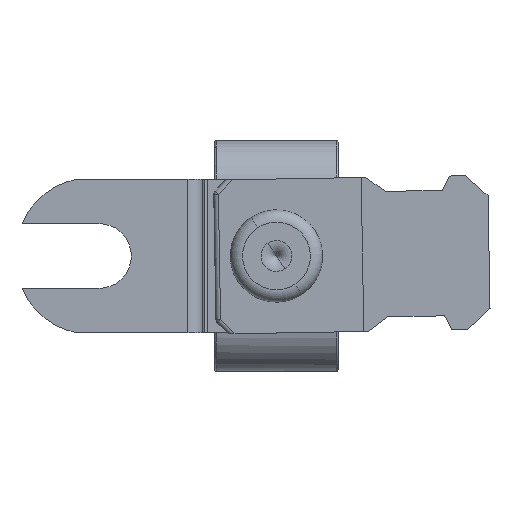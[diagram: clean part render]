
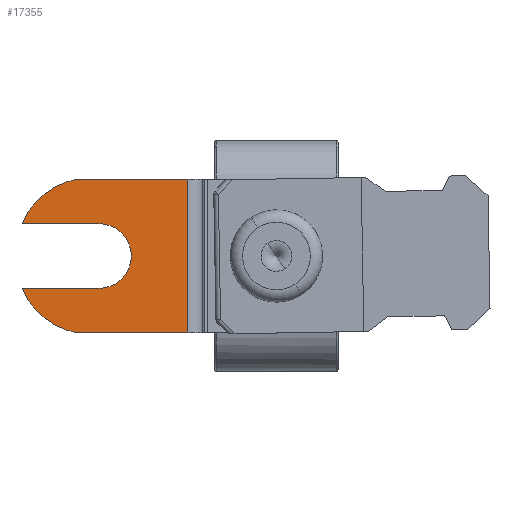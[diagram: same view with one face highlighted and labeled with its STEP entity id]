
A CAD part, front view. The second image highlights one B-rep face of the part: STEP entity #17355.
In plain terms, the highlighted planar face has unit normal (0, -1, 0).
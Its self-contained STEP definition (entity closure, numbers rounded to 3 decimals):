
#38 = CARTESIAN_POINT ( 'NONE',  ( 9.627, 0., -10. ) ) ;
#56 = CARTESIAN_POINT ( 'NONE',  ( 9.627, 0., -2.9 ) ) ;
#365 = VERTEX_POINT ( 'NONE', #6978 ) ;
#624 = CIRCLE ( 'NONE', #7131, 4.8 ) ;
#925 = LINE ( 'NONE', #11823, #15255 ) ;
#1310 = CIRCLE ( 'NONE', #16649, 2.1 ) ;
#1432 = DIRECTION ( 'NONE',  ( 0., -1., 0. ) ) ;
#1552 = CARTESIAN_POINT ( 'NONE',  ( 4.438, 0., -4.728 ) ) ;
#1618 = CARTESIAN_POINT ( 'NONE',  ( 0., 0., -2.9 ) ) ;
#2150 = DIRECTION ( 'NONE',  ( 0., 0., 1. ) ) ;
#2283 = EDGE_CURVE ( 'NONE', #6316, #5459, #10744, .T. ) ;
#2507 = EDGE_CURVE ( 'NONE', #16607, #6316, #10518, .T. ) ;
#2570 = ORIENTED_EDGE ( 'NONE', *, *, #2283, .F. ) ;
#2584 = ORIENTED_EDGE ( 'NONE', *, *, #10835, .T. ) ;
#3091 = DIRECTION ( 'NONE',  ( 0., 1., 0. ) ) ;
#3181 = CARTESIAN_POINT ( 'NONE',  ( 4.438, 0., -5.272 ) ) ;
#3282 = ORIENTED_EDGE ( 'NONE', *, *, #16705, .F. ) ;
#3306 = LINE ( 'NONE', #4640, #9313 ) ;
#3369 = AXIS2_PLACEMENT_3D ( 'NONE', #1552, #8650, #15260 ) ;
#3622 = CARTESIAN_POINT ( 'NONE',  ( 9.627, 0., 0. ) ) ;
#3910 = CARTESIAN_POINT ( 'NONE',  ( 3.61, 0., 0. ) ) ;
#4522 = VERTEX_POINT ( 'NONE', #13593 ) ;
#4640 = CARTESIAN_POINT ( 'NONE',  ( 0., 0., -10. ) ) ;
#4771 = DIRECTION ( 'NONE',  ( 1., 0., 0. ) ) ;
#5459 = VERTEX_POINT ( 'NONE', #3910 ) ;
#5898 = ORIENTED_EDGE ( 'NONE', *, *, #17245, .F. ) ;
#5916 = VECTOR ( 'NONE', #17539, 1000. ) ;
#6008 = VECTOR ( 'NONE', #16027, 1000. ) ;
#6316 = VERTEX_POINT ( 'NONE', #1618 ) ;
#6978 = CARTESIAN_POINT ( 'NONE',  ( 10.781, 0., 0. ) ) ;
#7131 = AXIS2_PLACEMENT_3D ( 'NONE', #3181, #3091, #12517 ) ;
#7660 = CARTESIAN_POINT ( 'NONE',  ( 5., 0., -2.9 ) ) ;
#7721 = VERTEX_POINT ( 'NONE', #15280 ) ;
#7812 = EDGE_CURVE ( 'NONE', #5459, #365, #16962, .T. ) ;
#8107 = EDGE_CURVE ( 'NONE', #7721, #16607, #1310, .T. ) ;
#8650 = DIRECTION ( 'NONE',  ( 0., 1., 0. ) ) ;
#9313 = VECTOR ( 'NONE', #16921, 1000. ) ;
#9613 = PLANE ( 'NONE',  #10550 ) ;
#10518 = LINE ( 'NONE', #56, #5916 ) ;
#10550 = AXIS2_PLACEMENT_3D ( 'NONE', #38, #1432, #12082 ) ;
#10583 = LINE ( 'NONE', #11640, #6008 ) ;
#10744 = CIRCLE ( 'NONE', #3369, 4.8 ) ;
#10835 = EDGE_CURVE ( 'NONE', #12574, #365, #925, .T. ) ;
#11079 = EDGE_LOOP ( 'NONE', ( #3282, #15841, #2584, #16285, #2570, #16831, #11253, #5898 ) ) ;
#11253 = ORIENTED_EDGE ( 'NONE', *, *, #8107, .F. ) ;
#11584 = DIRECTION ( 'NONE',  ( 0., 0., -1. ) ) ;
#11640 = CARTESIAN_POINT ( 'NONE',  ( 9.627, 0., -7.1 ) ) ;
#11823 = CARTESIAN_POINT ( 'NONE',  ( 10.781, 0., -10. ) ) ;
#12007 = CARTESIAN_POINT ( 'NONE',  ( 10.781, 0., -10. ) ) ;
#12082 = DIRECTION ( 'NONE',  ( 0., 0., -1. ) ) ;
#12517 = DIRECTION ( 'NONE',  ( 0., 0., -1. ) ) ;
#12574 = VERTEX_POINT ( 'NONE', #12007 ) ;
#13593 = CARTESIAN_POINT ( 'NONE',  ( 0., 0., -7.1 ) ) ;
#13853 = CARTESIAN_POINT ( 'NONE',  ( 3.61, 0., -10. ) ) ;
#14439 = EDGE_CURVE ( 'NONE', #16736, #12574, #3306, .T. ) ;
#15234 = VECTOR ( 'NONE', #4771, 1000. ) ;
#15255 = VECTOR ( 'NONE', #2150, 1000. ) ;
#15260 = DIRECTION ( 'NONE',  ( 0., 0., -1. ) ) ;
#15280 = CARTESIAN_POINT ( 'NONE',  ( 5., 0., -7.1 ) ) ;
#15615 = CARTESIAN_POINT ( 'NONE',  ( 5., 0., -5. ) ) ;
#15786 = DIRECTION ( 'NONE',  ( 0., -1., 0. ) ) ;
#15841 = ORIENTED_EDGE ( 'NONE', *, *, #14439, .T. ) ;
#16027 = DIRECTION ( 'NONE',  ( 1., 0., 0. ) ) ;
#16285 = ORIENTED_EDGE ( 'NONE', *, *, #7812, .F. ) ;
#16379 = FACE_OUTER_BOUND ( 'NONE', #11079, .T. ) ;
#16607 = VERTEX_POINT ( 'NONE', #7660 ) ;
#16649 = AXIS2_PLACEMENT_3D ( 'NONE', #15615, #15786, #11584 ) ;
#16705 = EDGE_CURVE ( 'NONE', #16736, #4522, #624, .T. ) ;
#16736 = VERTEX_POINT ( 'NONE', #13853 ) ;
#16831 = ORIENTED_EDGE ( 'NONE', *, *, #2507, .F. ) ;
#16921 = DIRECTION ( 'NONE',  ( 1., 0., 0. ) ) ;
#16962 = LINE ( 'NONE', #3622, #15234 ) ;
#17245 = EDGE_CURVE ( 'NONE', #4522, #7721, #10583, .T. ) ;
#17355 = ADVANCED_FACE ( 'NONE', ( #16379 ), #9613, .T. ) ;
#17539 = DIRECTION ( 'NONE',  ( -1., 0., 0. ) ) ;
